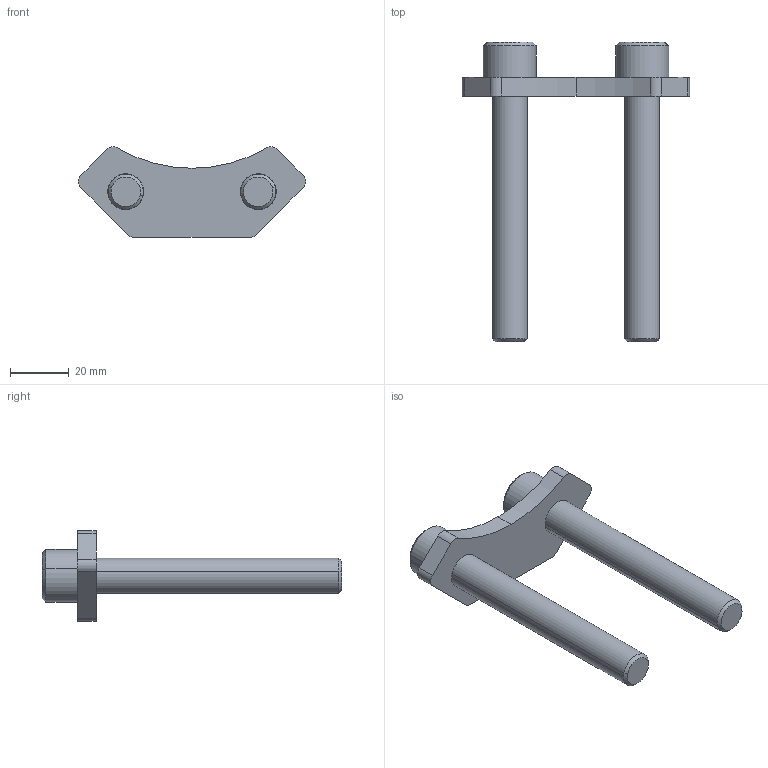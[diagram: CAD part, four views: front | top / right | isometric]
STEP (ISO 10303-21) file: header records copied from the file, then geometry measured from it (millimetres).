
FILE_DESCRIPTION (( 'STEP AP214' ), '1' );
FILE_NAME ('3-Way Corner Brkt Washer Plate-90mm SHCS Kit(40H3W-3401-001-05).STEP', '2020-03-17T18:52:11', ( '' ), ( '' ), 'SwSTEP 2.0', 'SolidWorks 2019', '' );
FILE_SCHEMA (( 'AUTOMOTIVE_DESIGN' ));
Length unit declared in the file: millimetre
Products named in the file (3): Socket Head Cap Screw_M12x1.75x90mm PT; 3-Way Corner Bracket Washer Plate_MFG Stage 1; 3-Way Corner Brkt Washer Plate-90mm SHCS Kit(40H3W-3401-001-05)
Assembly tree (3 placements, depth 2):
  3-Way Corner Brkt Washer Plate-90mm SHCS Kit(40H3W-3401-001-05)
    3-Way Corner Bracket Washer Plate_MFG Stage 1
    Socket Head Cap Screw_M12x1.75x90mm PT  x2
Bounding box: 77.47 x 102 x 30.83 mm (x, y, z)
Volume: 34476.9 mm3; surface area: 14048.7 mm2
Topology: 3 solids, 3 shells, 73 faces, 167 edges, 100 vertices
Faces by surface type: plane 37, cylinder 20, cone 12, torus 4
Entity records: 1461 total; most frequent: DIRECTION 257, CARTESIAN_POINT 226, ORIENTED_EDGE 214, EDGE_CURVE 107, AXIS2_PLACEMENT_3D 98, VERTEX_POINT 67, LINE 61, VECTOR 61
